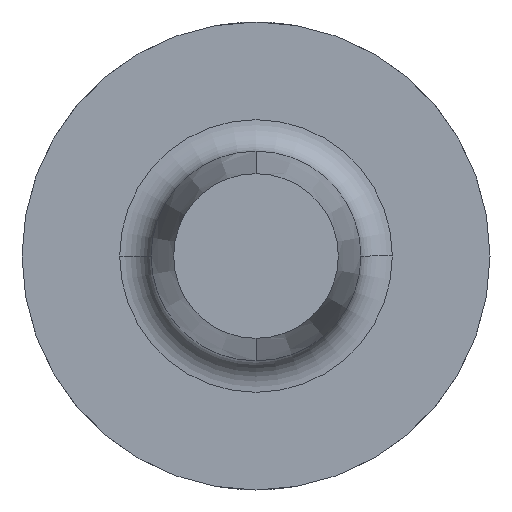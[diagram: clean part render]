
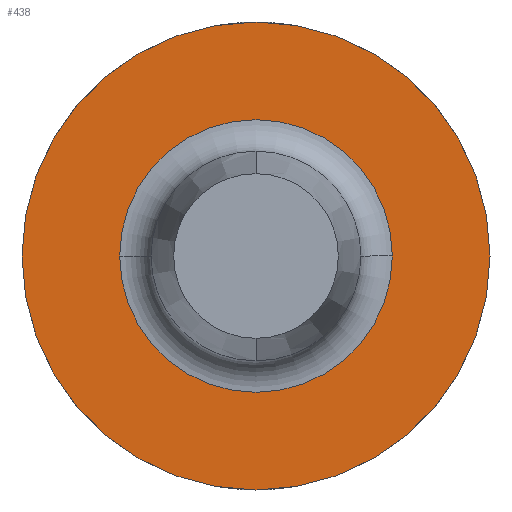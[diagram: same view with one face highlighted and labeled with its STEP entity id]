
A CAD part, front view. The second image highlights one B-rep face of the part: STEP entity #438.
In plain terms, the highlighted planar face has unit normal (0, -1, 0).
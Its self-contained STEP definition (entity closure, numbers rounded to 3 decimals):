
#176=CARTESIAN_POINT('POINT12',(-4.258,-0.914,0.));
#177=VERTEX_POINT('VERTEX12',#176);
#186=CARTESIAN_POINT('POINT13',(-0.263,-0.914,
   0.));
#187=VERTEX_POINT('VERTEX13',#186);
#195=CARTESIAN_POINT('POS23',(-2.261,-0.914,
   0.));
#196=DIRECTION('DIR40',(0.,-1.,0.));
#197=DIRECTION('DIR41',(1.,0.,0.));
#198=AXIS2_PLACEMENT_3D('AXIS18',#195,#196,#197);
#199=CIRCLE('ELLIPSE12',#198,1.998);
#200=EDGE_CURVE('EDGE18',#187,#177,#199,.T.);
#213=CARTESIAN_POINT('POS25',(-2.261,-0.914,
   0.));
#214=DIRECTION('DIR44',(0.,-1.,0.));
#215=DIRECTION('DIR45',(-1.,0.,0.));
#216=AXIS2_PLACEMENT_3D('AXIS20',#213,#214,#215);
#217=CIRCLE('ELLIPSE13',#216,1.998);
#218=EDGE_CURVE('EDGE19',#177,#187,#217,.T.);
#409=CARTESIAN_POINT('POINT21',(1.168,-0.914,0.));
#410=VERTEX_POINT('VERTEX21',#409);
#411=CARTESIAN_POINT('POINT22',(-5.69,-0.914,
   0.));
#412=VERTEX_POINT('VERTEX22',#411);
#413=CARTESIAN_POINT('POS39',(-2.261,-0.914,
   0.));
#414=DIRECTION('DIR68',(0.,1.,0.));
#415=DIRECTION('DIR69',(1.,0.,0.));
#416=AXIS2_PLACEMENT_3D('AXIS30',#413,#414,#415);
#417=CIRCLE('ELLIPSE19',#416,3.429);
#418=EDGE_CURVE('EDGE31',#410,#412,#417,.T.);
#419=ORIENTED_EDGE('COEDGE52',*,*,#418,.F.);
#420=CARTESIAN_POINT('POS40',(-2.261,-0.914,
   0.));
#421=DIRECTION('DIR70',(0.,-1.,0.));
#422=DIRECTION('DIR71',(1.,0.,0.));
#423=AXIS2_PLACEMENT_3D('AXIS31',#420,#421,#422);
#424=CIRCLE('ELLIPSE20',#423,3.429);
#425=EDGE_CURVE('EDGE32',#410,#412,#424,.T.);
#426=ORIENTED_EDGE('COEDGE53',*,*,#425,.T.);
#427=EDGE_LOOP('NONE',(#419,#426));
#428=FACE_BOUND('LOOP1',#427,.T.);
#429=ORIENTED_EDGE('COEDGE54',*,*,#218,.F.);
#430=ORIENTED_EDGE('COEDGE55',*,*,#200,.F.);
#431=EDGE_LOOP('NONE',(#429,#430));
#432=FACE_BOUND('LOOP1',#431,.T.);
#433=CARTESIAN_POINT('POS41',(-2.261,-0.914,0.));
#434=DIRECTION('DIR72',(0.,1.,0.));
#435=DIRECTION('DIR73',(1.,0.,0.));
#436=AXIS2_PLACEMENT_3D('AXIS32',#433,#434,#435);
#437=PLANE('PLANE5',#436);
#438=ADVANCED_FACE('FACE13',(#428,#432),#437,.F.);
